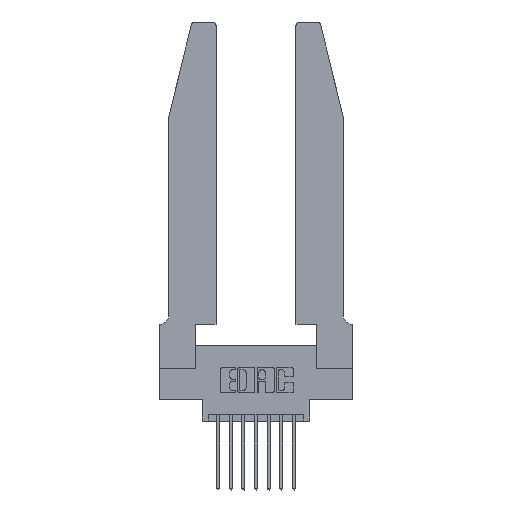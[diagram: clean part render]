
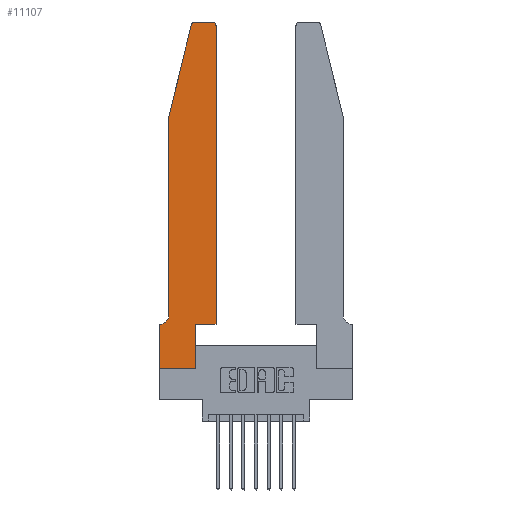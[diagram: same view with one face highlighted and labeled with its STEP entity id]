
A CAD part, top view. The second image highlights one B-rep face of the part: STEP entity #11107.
In plain terms, the highlighted planar face has unit normal (0, 0, 1).
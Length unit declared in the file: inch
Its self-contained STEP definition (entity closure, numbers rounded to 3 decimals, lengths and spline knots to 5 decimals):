
#96 = DIRECTION ( 'NONE',  ( 0., 1., 0. ) ) ;
#103 = CARTESIAN_POINT ( 'NONE',  ( 0.0755, 2., 0.37 ) ) ;
#199 = DIRECTION ( 'NONE',  ( 0., 0., 1. ) ) ;
#378 = LINE ( 'NONE', #11779, #12092 ) ;
#741 = CARTESIAN_POINT ( 'NONE',  ( 0., 0., 0.37 ) ) ;
#792 = CARTESIAN_POINT ( 'NONE',  ( 0.25487, 2.72718, 0.37 ) ) ;
#1161 = CARTESIAN_POINT ( 'NONE',  ( 0.2865, 0., 0.37 ) ) ;
#1225 = CARTESIAN_POINT ( 'NONE',  ( 0.2865, 0.35, 0.37 ) ) ;
#1286 = EDGE_CURVE ( 'NONE', #7845, #7065, #1684, .T. ) ;
#1589 = EDGE_CURVE ( 'NONE', #9794, #7845, #13094, .T. ) ;
#1684 = CIRCLE ( 'NONE', #2731, 0.07 ) ;
#1737 = CARTESIAN_POINT ( 'NONE',  ( 0., 0.35, 0.37 ) ) ;
#1761 = ORIENTED_EDGE ( 'NONE', *, *, #6934, .T. ) ;
#2357 = VECTOR ( 'NONE', #12775, 39.37008 ) ;
#2401 = VERTEX_POINT ( 'NONE', #1225 ) ;
#2547 = VECTOR ( 'NONE', #3016, 39.37008 ) ;
#2731 = AXIS2_PLACEMENT_3D ( 'NONE', #12924, #13957, #14977 ) ;
#2827 = EDGE_CURVE ( 'NONE', #14398, #6092, #4394, .T. ) ;
#3016 = DIRECTION ( 'NONE',  ( 1., 0., 0. ) ) ;
#3455 = ORIENTED_EDGE ( 'NONE', *, *, #1286, .T. ) ;
#3623 = PLANE ( 'NONE',  #13334 ) ;
#3739 = AXIS2_PLACEMENT_3D ( 'NONE', #7256, #199, #8470 ) ;
#3763 = CARTESIAN_POINT ( 'NONE',  ( 0.2605, 2.75, 0.37 ) ) ;
#3816 = FACE_OUTER_BOUND ( 'NONE', #10952, .T. ) ;
#3846 = EDGE_CURVE ( 'NONE', #6092, #12721, #6360, .T. ) ;
#3918 = DIRECTION ( 'NONE',  ( 1., 0., 0. ) ) ;
#3930 = DIRECTION ( 'NONE',  ( 0., 0., 1. ) ) ;
#3942 = CARTESIAN_POINT ( 'NONE',  ( 0.4205, 2.72, 0.37 ) ) ;
#4394 = LINE ( 'NONE', #10394, #13241 ) ;
#4579 = CARTESIAN_POINT ( 'NONE',  ( 0.4205, 2.75, 0.37 ) ) ;
#4606 = ORIENTED_EDGE ( 'NONE', *, *, #1589, .T. ) ;
#4773 = DIRECTION ( 'NONE',  ( 1., 0., 0. ) ) ;
#5393 = ORIENTED_EDGE ( 'NONE', *, *, #11365, .T. ) ;
#5470 = EDGE_CURVE ( 'NONE', #9856, #14081, #14109, .T. ) ;
#5746 = CARTESIAN_POINT ( 'NONE',  ( 0., 0., 0.37 ) ) ;
#5778 = ORIENTED_EDGE ( 'NONE', *, *, #11133, .T. ) ;
#5813 = ORIENTED_EDGE ( 'NONE', *, *, #5470, .T. ) ;
#5992 = DIRECTION ( 'NONE',  ( -0.239, -0.971, 0. ) ) ;
#6092 = VERTEX_POINT ( 'NONE', #10300 ) ;
#6107 = CARTESIAN_POINT ( 'NONE',  ( 0.0055, 0.35, 0.37 ) ) ;
#6196 = CARTESIAN_POINT ( 'NONE',  ( 0.0755, 2., 0.37 ) ) ;
#6356 = ORIENTED_EDGE ( 'NONE', *, *, #13432, .T. ) ;
#6360 = CIRCLE ( 'NONE', #11565, 0.03 ) ;
#6934 = EDGE_CURVE ( 'NONE', #13887, #2401, #8551, .T. ) ;
#6974 = VECTOR ( 'NONE', #12703, 39.37008 ) ;
#6995 = CARTESIAN_POINT ( 'NONE',  ( 0.2865, 0.35, 0.37 ) ) ;
#7065 = VERTEX_POINT ( 'NONE', #6107 ) ;
#7256 = CARTESIAN_POINT ( 'NONE',  ( 0.284, 2.72, 0.37 ) ) ;
#7379 = VERTEX_POINT ( 'NONE', #792 ) ;
#7845 = VERTEX_POINT ( 'NONE', #9078 ) ;
#8008 = VECTOR ( 'NONE', #13494, 39.37008 ) ;
#8142 = EDGE_CURVE ( 'NONE', #7379, #9794, #378, .T. ) ;
#8470 = DIRECTION ( 'NONE',  ( 1., 0., 0. ) ) ;
#8546 = ORIENTED_EDGE ( 'NONE', *, *, #3846, .T. ) ;
#8551 = LINE ( 'NONE', #6995, #2357 ) ;
#8574 = LINE ( 'NONE', #3763, #14668 ) ;
#8610 = CARTESIAN_POINT ( 'NONE',  ( 0.0755, 0.35, 0.37 ) ) ;
#8772 = EDGE_CURVE ( 'NONE', #9471, #7379, #11358, .T. ) ;
#8904 = ORIENTED_EDGE ( 'NONE', *, *, #9650, .T. ) ;
#9078 = CARTESIAN_POINT ( 'NONE',  ( 0.0755, 0.42, 0.37 ) ) ;
#9451 = CARTESIAN_POINT ( 'NONE',  ( 0., 0.35, 0.37 ) ) ;
#9471 = VERTEX_POINT ( 'NONE', #14663 ) ;
#9650 = EDGE_CURVE ( 'NONE', #14081, #13887, #13112, .T. ) ;
#9707 = DIRECTION ( 'NONE',  ( 0., -1., 0. ) ) ;
#9794 = VERTEX_POINT ( 'NONE', #103 ) ;
#9856 = VERTEX_POINT ( 'NONE', #1737 ) ;
#9951 = VECTOR ( 'NONE', #12053, 39.37008 ) ;
#9979 = CARTESIAN_POINT ( 'NONE',  ( 0.4505, 0.35, 0.37 ) ) ;
#10114 = ORIENTED_EDGE ( 'NONE', *, *, #8142, .T. ) ;
#10130 = ORIENTED_EDGE ( 'NONE', *, *, #2827, .T. ) ;
#10300 = CARTESIAN_POINT ( 'NONE',  ( 0.4505, 2.72, 0.37 ) ) ;
#10394 = CARTESIAN_POINT ( 'NONE',  ( 0.4505, 0.35, 0.37 ) ) ;
#10431 = CARTESIAN_POINT ( 'NONE',  ( 0.4505, 0.35, 0.37 ) ) ;
#10874 = CARTESIAN_POINT ( 'NONE',  ( 0., 0., 0.37 ) ) ;
#10952 = EDGE_LOOP ( 'NONE', ( #5778, #12694, #10114, #4606, #3455, #6356, #5813, #8904, #1761, #5393, #10130, #8546 ) ) ;
#11107 = ADVANCED_FACE ( 'NONE', ( #3816 ), #3623, .T. ) ;
#11133 = EDGE_CURVE ( 'NONE', #12721, #9471, #8574, .T. ) ;
#11358 = CIRCLE ( 'NONE', #3739, 0.03 ) ;
#11365 = EDGE_CURVE ( 'NONE', #2401, #14398, #14467, .T. ) ;
#11565 = AXIS2_PLACEMENT_3D ( 'NONE', #3942, #3930, #3918 ) ;
#11712 = DIRECTION ( 'NONE',  ( 0., 0., 1. ) ) ;
#11779 = CARTESIAN_POINT ( 'NONE',  ( 0.0755, 2., 0.37 ) ) ;
#11861 = DIRECTION ( 'NONE',  ( -1., 0., 0. ) ) ;
#12053 = DIRECTION ( 'NONE',  ( -1., 0., 0. ) ) ;
#12092 = VECTOR ( 'NONE', #5992, 39.37008 ) ;
#12694 = ORIENTED_EDGE ( 'NONE', *, *, #8772, .T. ) ;
#12703 = DIRECTION ( 'NONE',  ( 1., 0., 0. ) ) ;
#12721 = VERTEX_POINT ( 'NONE', #4579 ) ;
#12761 = VECTOR ( 'NONE', #9707, 39.37008 ) ;
#12775 = DIRECTION ( 'NONE',  ( 0., 1., 0. ) ) ;
#12924 = CARTESIAN_POINT ( 'NONE',  ( 0.0055, 0.42, 0.37 ) ) ;
#12962 = LINE ( 'NONE', #8610, #9951 ) ;
#13094 = LINE ( 'NONE', #6196, #12761 ) ;
#13112 = LINE ( 'NONE', #5746, #6974 ) ;
#13241 = VECTOR ( 'NONE', #96, 39.37008 ) ;
#13334 = AXIS2_PLACEMENT_3D ( 'NONE', #9451, #11712, #4773 ) ;
#13432 = EDGE_CURVE ( 'NONE', #7065, #9856, #12962, .T. ) ;
#13494 = DIRECTION ( 'NONE',  ( 0., -1., 0. ) ) ;
#13887 = VERTEX_POINT ( 'NONE', #1161 ) ;
#13957 = DIRECTION ( 'NONE',  ( 0., 0., -1. ) ) ;
#14081 = VERTEX_POINT ( 'NONE', #10874 ) ;
#14109 = LINE ( 'NONE', #741, #8008 ) ;
#14398 = VERTEX_POINT ( 'NONE', #10431 ) ;
#14467 = LINE ( 'NONE', #9979, #2547 ) ;
#14663 = CARTESIAN_POINT ( 'NONE',  ( 0.284, 2.75, 0.37 ) ) ;
#14668 = VECTOR ( 'NONE', #11861, 39.37008 ) ;
#14977 = DIRECTION ( 'NONE',  ( -1., 0., 0. ) ) ;
